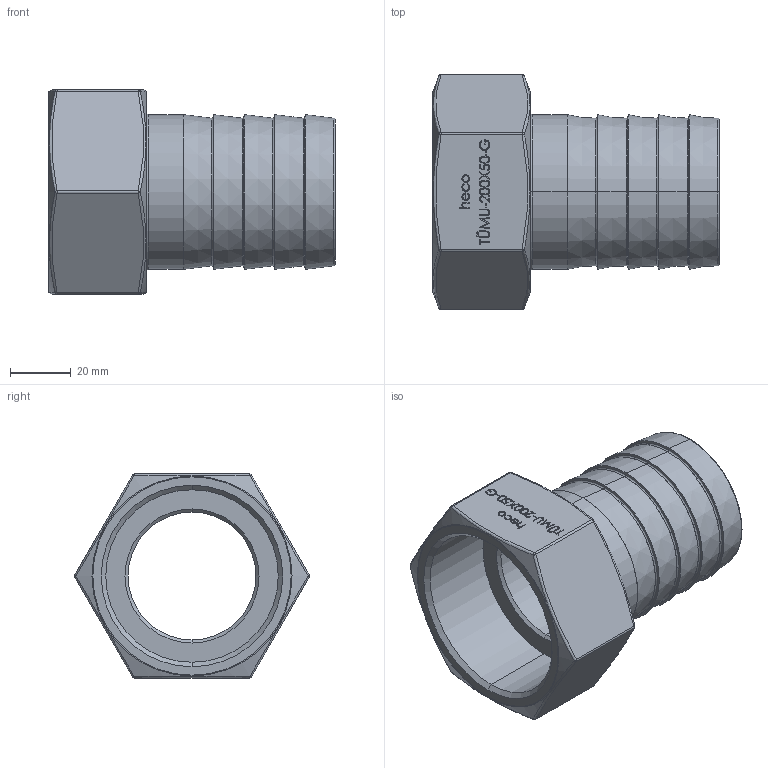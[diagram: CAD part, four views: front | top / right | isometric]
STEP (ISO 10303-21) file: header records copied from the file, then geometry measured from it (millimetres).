
FILE_DESCRIPTION (( 'STEP AP214' ), '1' );
FILE_NAME ('TÜMU-200X50-x Schlauchtülle mit Innengewinde.STEP', '2018-06-06T08:05:23', ( '' ), ( '' ), 'SwSTEP 2.0', 'SolidWorks 2016', '' );
FILE_SCHEMA (( 'AUTOMOTIVE_DESIGN' ));
Length unit declared in the file: millimetre
Products named in the file (1): TÜMU-200X50-x Schlauchtülle mit Innengewinde
Bounding box: 94 x 77.12 x 67 mm (x, y, z)
Volume: 84657.5 mm3; surface area: 35368.1 mm2
Topology: 1 solids, 1 shells, 313 faces, 777 edges, 488 vertices
Faces by surface type: bspline 119, plane 116, cone 28, torus 26, cylinder 12, sphere 12
Entity records: 18211 total; most frequent: CARTESIAN_POINT 9262, ORIENTED_EDGE 1538, DIRECTION 1045, EDGE_CURVE 769, VERTEX_POINT 484, LINE 399, VECTOR 399, EDGE_LOOP 341
